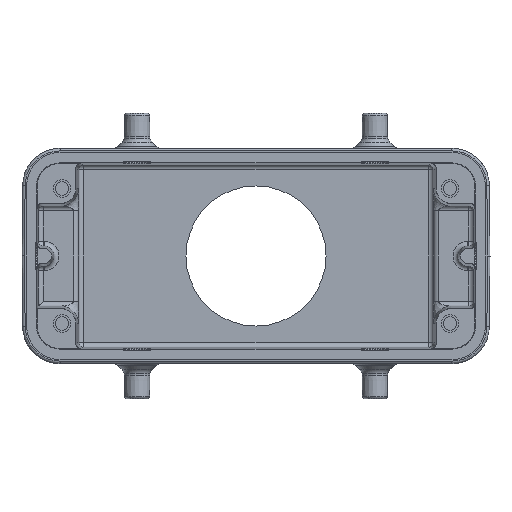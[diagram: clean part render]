
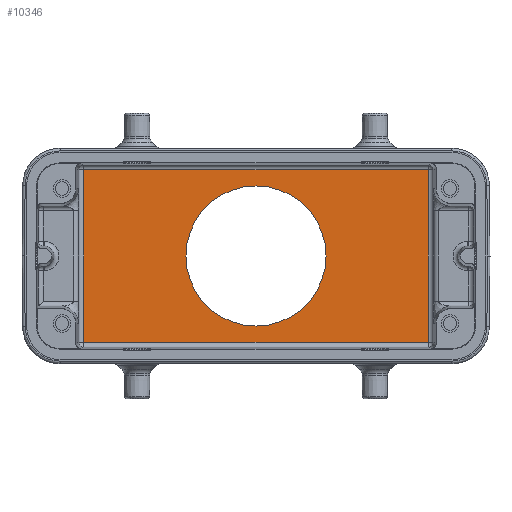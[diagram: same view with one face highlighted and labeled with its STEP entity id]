
A CAD part, front view. The second image highlights one B-rep face of the part: STEP entity #10346.
In plain terms, the highlighted planar face has unit normal (0, -1, 0).
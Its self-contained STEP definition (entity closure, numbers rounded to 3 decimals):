
#3052=DIRECTION('',(-1.,0.,0.));
#3053=VECTOR('',#3052,68.89);
#3054=CARTESIAN_POINT('',(34.445,43.,17.222));
#3055=LINE('',#3054,#3053);
#3056=DIRECTION('',(0.,0.,1.));
#3057=VECTOR('',#3056,34.445);
#3058=CARTESIAN_POINT('',(34.445,43.,-17.222));
#3059=LINE('',#3058,#3057);
#3060=DIRECTION('',(-1.,0.,0.));
#3061=VECTOR('',#3060,68.89);
#3062=CARTESIAN_POINT('',(34.445,43.,-17.222));
#3063=LINE('',#3062,#3061);
#3064=DIRECTION('',(0.,0.,-1.));
#3065=VECTOR('',#3064,34.445);
#3066=CARTESIAN_POINT('',(-34.445,43.,17.222));
#3067=LINE('',#3066,#3065);
#3068=CARTESIAN_POINT('',(0.,43.,0.));
#3069=DIRECTION('',(0.,1.,0.));
#3070=DIRECTION('',(1.,0.,0.));
#3071=AXIS2_PLACEMENT_3D('',#3068,#3069,#3070);
#3073=CARTESIAN_POINT('',(0.,43.,0.));
#3074=DIRECTION('',(0.,1.,0.));
#3075=DIRECTION('',(-1.,0.,0.));
#3076=AXIS2_PLACEMENT_3D('',#3073,#3074,#3075);
#4970=CARTESIAN_POINT('',(34.445,43.,17.222));
#4971=CARTESIAN_POINT('',(-34.445,43.,17.222));
#4972=VERTEX_POINT('',#4970);
#4973=VERTEX_POINT('',#4971);
#4982=CARTESIAN_POINT('',(34.445,43.,-17.222));
#4983=VERTEX_POINT('',#4982);
#4990=CARTESIAN_POINT('',(-34.445,43.,-17.222));
#4991=VERTEX_POINT('',#4990);
#5584=CARTESIAN_POINT('',(14.,43.,0.));
#5585=CARTESIAN_POINT('',(-14.,43.,0.));
#5586=VERTEX_POINT('',#5584);
#5587=VERTEX_POINT('',#5585);
#10326=CARTESIAN_POINT('',(45.5,43.,-21.5));
#10327=DIRECTION('',(0.,1.,0.));
#10328=DIRECTION('',(1.,0.,0.));
#10329=AXIS2_PLACEMENT_3D('',#10326,#10327,#10328);
#10330=PLANE('',#10329);
#10332=ORIENTED_EDGE('',*,*,#10331,.F.);
#10334=ORIENTED_EDGE('',*,*,#10333,.F.);
#10336=ORIENTED_EDGE('',*,*,#10335,.T.);
#10337=ORIENTED_EDGE('',*,*,#10317,.F.);
#10338=EDGE_LOOP('',(#10332,#10334,#10336,#10337));
#10339=FACE_OUTER_BOUND('',#10338,.F.);
#10341=ORIENTED_EDGE('',*,*,#10340,.F.);
#10343=ORIENTED_EDGE('',*,*,#10342,.F.);
#10344=EDGE_LOOP('',(#10341,#10343));
#10345=FACE_BOUND('',#10344,.F.);
#3072=CIRCLE('',#3071,14.);
#3077=CIRCLE('',#3076,14.);
#10317=EDGE_CURVE('',#4973,#4991,#3067,.T.);
#10331=EDGE_CURVE('',#4972,#4973,#3055,.T.);
#10333=EDGE_CURVE('',#4983,#4972,#3059,.T.);
#10335=EDGE_CURVE('',#4983,#4991,#3063,.T.);
#10340=EDGE_CURVE('',#5586,#5587,#3072,.T.);
#10342=EDGE_CURVE('',#5587,#5586,#3077,.T.);
#10346=ADVANCED_FACE('',(#10339,#10345),#10330,.F.);
